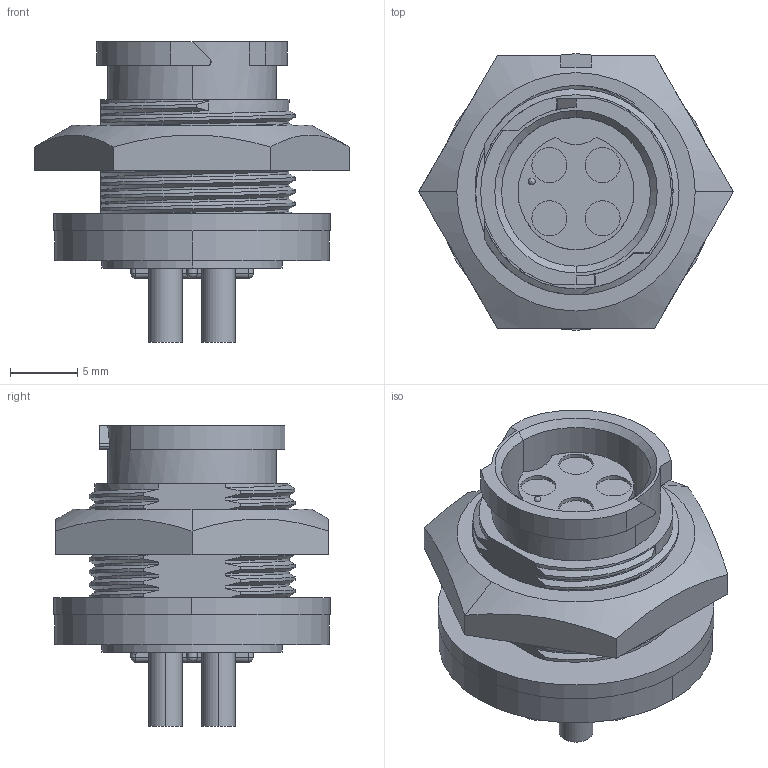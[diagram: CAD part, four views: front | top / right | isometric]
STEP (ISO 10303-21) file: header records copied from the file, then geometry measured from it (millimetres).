
FILE_DESCRIPTION (( 'STEP AP203' ), '1' );
FILE_NAME ('W7380-4SG-P-300.STEP', '2021-11-02T13:32:23', ( '' ), ( '' ), 'SwSTEP 2.0', 'SolidWorks 2020', '' );
FILE_SCHEMA (( 'CONFIG_CONTROL_DESIGN' ));
Length unit declared in the file: millimetre
Products named in the file (1): W7380-4SG-P-300
Bounding box: 23.46 x 20.62 x 22.43 mm (x, y, z)
Volume: 3480.5 mm3; surface area: 3174.5 mm2
Topology: 2 solids, 2 shells, 169 faces, 441 edges, 287 vertices
Faces by surface type: cylinder 91, plane 46, bspline 22, sphere 6, cone 4
Entity records: 10947 total; most frequent: CARTESIAN_POINT 7183, ORIENTED_EDGE 858, DIRECTION 669, EDGE_CURVE 429, VERTEX_POINT 281, AXIS2_PLACEMENT_3D 248, EDGE_LOOP 188, VECTOR 173
